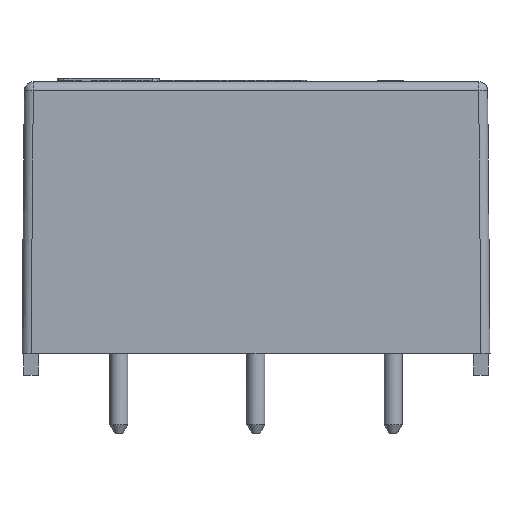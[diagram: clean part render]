
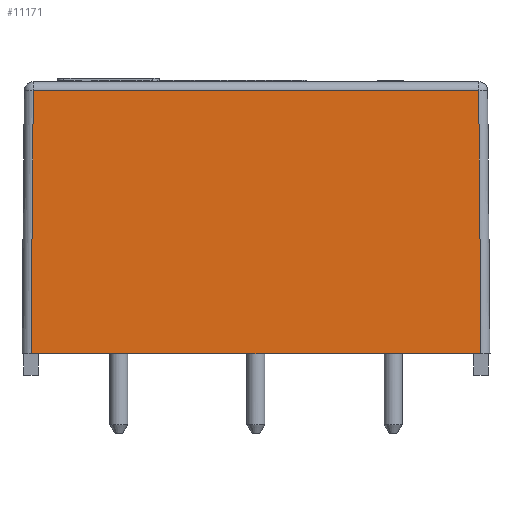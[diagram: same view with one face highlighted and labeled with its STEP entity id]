
A CAD part, front view. The second image highlights one B-rep face of the part: STEP entity #11171.
In plain terms, the highlighted planar face has unit normal (0, -1, 0.009).
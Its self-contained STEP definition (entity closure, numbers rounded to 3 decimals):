
#9234 = VERTEX_POINT('',#9235);
#9235 = CARTESIAN_POINT('',(-12.5,-15.5,1.25));
#9242 = EDGE_CURVE('',#9234,#9243,#9245,.T.);
#9243 = VERTEX_POINT('',#9244);
#9244 = CARTESIAN_POINT('',(-12.373,-15.373,
    15.854));
#9245 = LINE('',#9246,#9247);
#9246 = CARTESIAN_POINT('',(-12.368,-15.368,
    16.354));
#9247 = VECTOR('',#9248,1.);
#9248 = DIRECTION('',(0.009,0.009,
    1.));
#9896 = VERTEX_POINT('',#9897);
#9897 = CARTESIAN_POINT('',(12.5,-15.5,1.25));
#9904 = EDGE_CURVE('',#9234,#9896,#9905,.T.);
#9905 = LINE('',#9906,#9907);
#9906 = CARTESIAN_POINT('',(0.,-15.5,1.25));
#9907 = VECTOR('',#9908,1.);
#9908 = DIRECTION('',(1.,0.,0.));
#11151 = VERTEX_POINT('',#11152);
#11152 = CARTESIAN_POINT('',(12.373,-15.373,
    15.854));
#11159 = EDGE_CURVE('',#11151,#9896,#11160,.T.);
#11160 = LINE('',#11161,#11162);
#11161 = CARTESIAN_POINT('',(12.368,-15.368,
    16.354));
#11162 = VECTOR('',#11163,1.);
#11163 = DIRECTION('',(0.009,-0.009,
    -1.));
#11171 = ADVANCED_FACE('',(#11172),#11183,.T.);
#11172 = FACE_BOUND('',#11173,.T.);
#11173 = EDGE_LOOP('',(#11174,#11175,#11181,#11182));
#11174 = ORIENTED_EDGE('',*,*,#11159,.F.);
#11175 = ORIENTED_EDGE('',*,*,#11176,.T.);
#11176 = EDGE_CURVE('',#11151,#9243,#11177,.T.);
#11177 = LINE('',#11178,#11179);
#11178 = CARTESIAN_POINT('',(0.,-15.373,
    15.854));
#11179 = VECTOR('',#11180,1.);
#11180 = DIRECTION('',(-1.,0.,0.));
#11181 = ORIENTED_EDGE('',*,*,#9242,.F.);
#11182 = ORIENTED_EDGE('',*,*,#9904,.T.);
#11183 = PLANE('',#11184);
#11184 = AXIS2_PLACEMENT_3D('',#11185,#11186,#11187);
#11185 = CARTESIAN_POINT('',(-12.5,-15.368,16.349));
#11186 = DIRECTION('',(0.,-1.,
    0.009));
#11187 = DIRECTION('',(1.,0.,0.));
